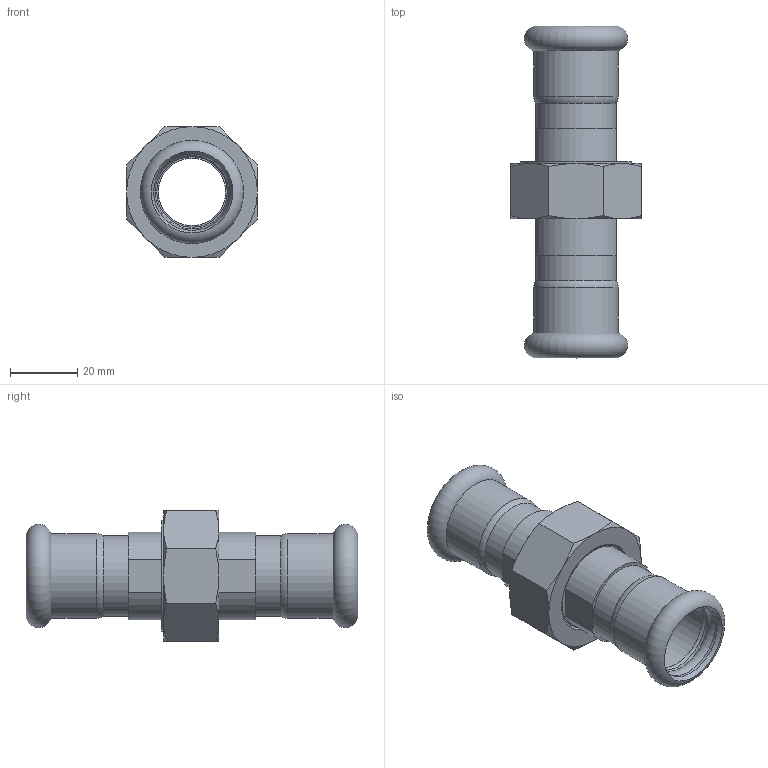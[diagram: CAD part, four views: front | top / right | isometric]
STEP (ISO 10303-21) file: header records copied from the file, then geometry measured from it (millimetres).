
FILE_DESCRIPTION(/* description */ ('Bocchettone Sede Piana a Press. DN22'),/* implementation_level */ '2;1');
FILE_NAME(/* name */ '184022001_Inoxpres.stp',/* time_stamp */ '2022-10-11T13:36:24+02:00',/* author */ ('Vault'),/* organization */ ('Raccorderie metalliche s.p.a. '),/* preprocessor_version */ 'ST-DEVELOPER v18.1',/* originating_system */ 'Autodesk Inventor 2020',/* authorisation */ 'Raccorderie metalliche s.p.a. ');
FILE_SCHEMA (('AUTOMOTIVE_DESIGN { 1 0 10303 214 3 1 1 }'));
Length unit declared in the file: millimetre
Products named in the file (1): 184022001_Inoxpres
Bounding box: 39 x 99 x 39 mm (x, y, z)
Volume: 27287.2 mm3; surface area: 21376 mm2
Topology: 1 solids, 1 shells, 87 faces, 234 edges, 159 vertices
Faces by surface type: plane 28, cylinder 25, cone 22, torus 12
Full cylindrical faces by diameter (mm): 20 x2, 21 x2, 22.3 x2, 22.9 x4, 23.2 x1, 24 x2, 25.3 x2, 26.8 x1, 27.1 x1, 29.8 x1, 30 x1, 33.2 x1, 33.25 x1
Entity records: 2840 total; most frequent: CARTESIAN_POINT 545, DIRECTION 525, ORIENTED_EDGE 468, AXIS2_PLACEMENT_3D 235, EDGE_CURVE 234, VERTEX_POINT 159, CIRCLE 147, EDGE_LOOP 99
